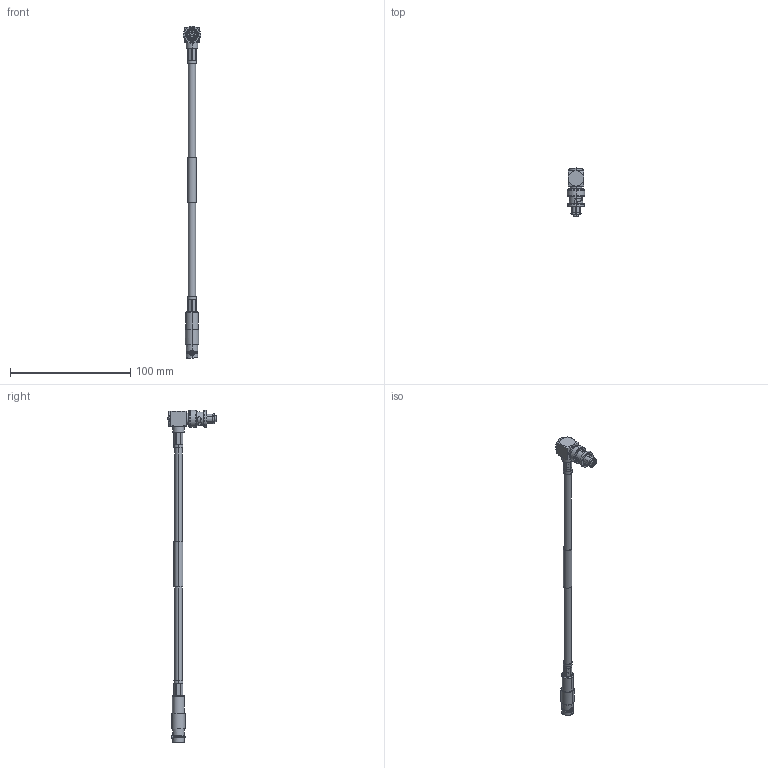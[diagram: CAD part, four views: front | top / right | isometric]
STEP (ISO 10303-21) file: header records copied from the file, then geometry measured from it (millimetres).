
FILE_DESCRIPTION (( 'STEP AP214' ), '1' );
FILE_NAME ('FMCA3151_3D.step', '2023-02-24T22:25:15', ( '' ), ( '' ), 'SwSTEP 2.0', 'SolidWorks 2022', '' );
FILE_SCHEMA (( 'AUTOMOTIVE_DESIGN' ));
Length unit declared in the file: inch
Products named in the file (10): Copy of PE45847-3_FERRULE^FMCN45847; FMCN45847; Copy of PE45853-1_CONN^FMCN45853; RG59B_U^FMCA3151_RG59; Copy of PE45852-2_CONTACT^FMCN45853; FMCN45853; FMCA3151_3D; Copy of PE45847-1^FMCN45847; Copy of PE45852-3_FERRULE^FMCN45853; Copy of PE45847-2_CAP^FMCN45847
Assembly tree (9 placements, depth 3):
  FMCA3151_3D
    RG59B_U^FMCA3151_RG59
    FMCN45847
      Copy of PE45847-1^FMCN45847
      Copy of PE45847-2_CAP^FMCN45847
      Copy of PE45847-3_FERRULE^FMCN45847
    FMCN45853
      Copy of PE45853-1_CONN^FMCN45853
      Copy of PE45852-2_CONTACT^FMCN45853
      Copy of PE45852-3_FERRULE^FMCN45853
Bounding box: 14.5 x 40.01 x 276.2 mm (x, y, z)
Volume: 13197 mm3; surface area: 12672.8 mm2
Topology: 7 solids, 7 shells, 317 faces, 752 edges, 477 vertices
Faces by surface type: plane 123, cylinder 118, cone 44, torus 18, sphere 14
Entity records: 10878 total; most frequent: CARTESIAN_POINT 2866, DIRECTION 1689, ORIENTED_EDGE 1506, EDGE_CURVE 753, AXIS2_PLACEMENT_3D 696, VERTEX_POINT 478, CIRCLE 365, EDGE_LOOP 361
